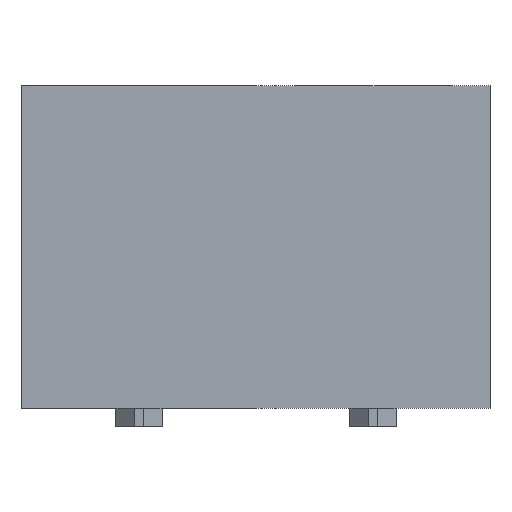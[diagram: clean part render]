
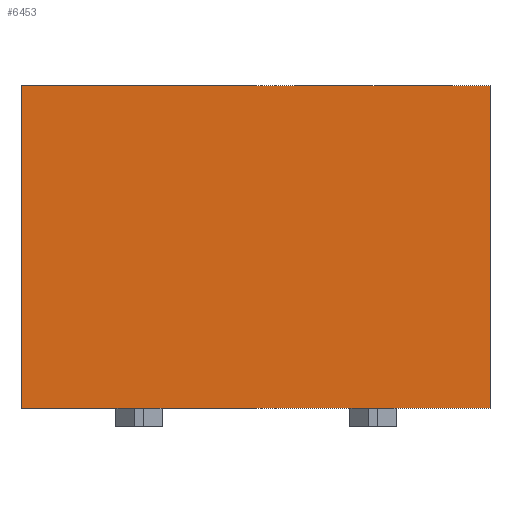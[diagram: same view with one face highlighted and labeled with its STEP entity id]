
A CAD part, left-side view. The second image highlights one B-rep face of the part: STEP entity #6453.
In plain terms, the highlighted face is planar.
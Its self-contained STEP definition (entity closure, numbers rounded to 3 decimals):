
#2046=ORIENTED_EDGE('',*,*,#3069,.F.);
#2047=ORIENTED_EDGE('',*,*,#3070,.F.);
#2048=ORIENTED_EDGE('',*,*,#3071,.T.);
#2049=ORIENTED_EDGE('',*,*,#3072,.T.);
#3069=EDGE_CURVE('',#3685,#3686,#4401,.T.);
#3070=EDGE_CURVE('',#3687,#3685,#4402,.T.);
#3071=EDGE_CURVE('',#3687,#3688,#4403,.T.);
#3072=EDGE_CURVE('',#3688,#3686,#4404,.T.);
#3685=VERTEX_POINT('',#10679);
#3686=VERTEX_POINT('',#10680);
#3687=VERTEX_POINT('',#10682);
#3688=VERTEX_POINT('',#10684);
#4401=LINE('',#10678,#5137);
#4402=LINE('',#10681,#5138);
#4403=LINE('',#10683,#5139);
#4404=LINE('',#10685,#5140);
#5137=VECTOR('',#8804,1000.);
#5138=VECTOR('',#8805,1000.);
#5139=VECTOR('',#8806,1000.);
#5140=VECTOR('',#8807,1000.);
#5505=EDGE_LOOP('',(#2046,#2047,#2048,#2049));
#5855=FACE_BOUND('',#5505,.T.);
#6109=PLANE('',#7043);
#6453=ADVANCED_FACE('',(#5855),#6109,.T.);
#7043=AXIS2_PLACEMENT_3D('',#10677,#8802,#8803);
#8802=DIRECTION('',(0.,-1.,0.));
#8803=DIRECTION('',(0.,0.,-1.));
#8804=DIRECTION('',(0.,0.,1.));
#8805=DIRECTION('',(-1.,0.,0.));
#8806=DIRECTION('',(0.,0.,1.));
#8807=DIRECTION('',(-1.,0.,0.));
#10677=CARTESIAN_POINT('',(2.54,-2.5,-1.75));
#10678=CARTESIAN_POINT('',(-2.54,-2.5,-1.75));
#10679=CARTESIAN_POINT('',(-2.54,-2.5,-1.75));
#10680=CARTESIAN_POINT('',(-2.54,-2.5,1.75));
#10681=CARTESIAN_POINT('',(2.54,-2.5,-1.75));
#10682=CARTESIAN_POINT('',(2.54,-2.5,-1.75));
#10683=CARTESIAN_POINT('',(2.54,-2.5,-1.75));
#10684=CARTESIAN_POINT('',(2.54,-2.5,1.75));
#10685=CARTESIAN_POINT('',(2.54,-2.5,1.75));
